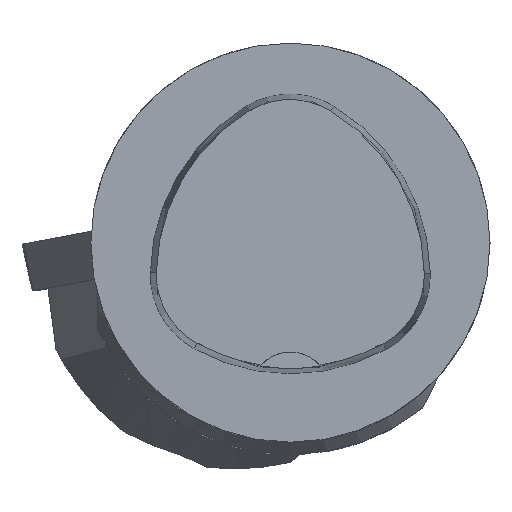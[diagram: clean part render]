
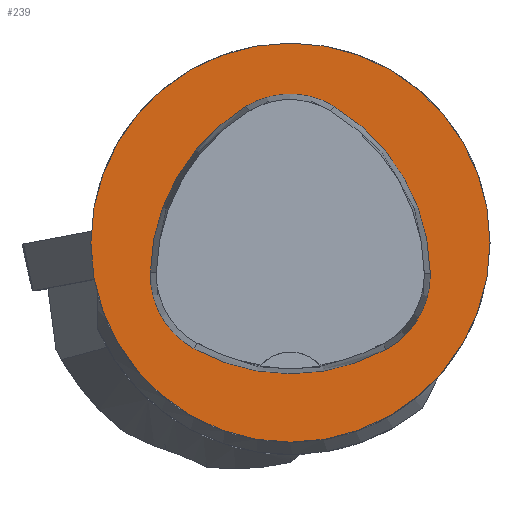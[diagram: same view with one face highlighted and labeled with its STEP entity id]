
A CAD part, top view. The second image highlights one B-rep face of the part: STEP entity #239.
In plain terms, the highlighted planar face has unit normal (0, 0, 1).
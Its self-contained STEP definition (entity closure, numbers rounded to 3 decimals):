
#239=ADVANCED_FACE('',(#443,#444),#284,.T.);
#284=PLANE('',#1305);
#443=FACE_BOUND('',#501,.T.);
#444=FACE_BOUND('',#502,.T.);
#501=EDGE_LOOP('',(#709,#710,#711,#712,#713,#714));
#502=EDGE_LOOP('',(#715));
#709=ORIENTED_EDGE('',*,*,#1049,.T.);
#710=ORIENTED_EDGE('',*,*,#1029,.T.);
#711=ORIENTED_EDGE('',*,*,#1033,.T.);
#712=ORIENTED_EDGE('',*,*,#1036,.T.);
#713=ORIENTED_EDGE('',*,*,#1039,.T.);
#714=ORIENTED_EDGE('',*,*,#1047,.T.);
#715=ORIENTED_EDGE('',*,*,#1052,.F.);
#906=VERTEX_POINT('',#2062);
#907=VERTEX_POINT('',#2063);
#910=VERTEX_POINT('',#2071);
#912=VERTEX_POINT('',#2077);
#914=VERTEX_POINT('',#2083);
#921=VERTEX_POINT('',#2104);
#922=VERTEX_POINT('',#2114);
#1029=EDGE_CURVE('',#906,#907,#1115,.T.);
#1033=EDGE_CURVE('',#907,#910,#1117,.T.);
#1036=EDGE_CURVE('',#910,#912,#1119,.T.);
#1039=EDGE_CURVE('',#912,#914,#1121,.T.);
#1047=EDGE_CURVE('',#914,#921,#1125,.T.);
#1049=EDGE_CURVE('',#921,#906,#1127,.T.);
#1052=EDGE_CURVE('',#922,#922,#1130,.T.);
#1115=CIRCLE('',#1282,20.);
#1117=CIRCLE('',#1285,8.5);
#1119=CIRCLE('',#1288,20.);
#1121=CIRCLE('',#1291,8.5);
#1125=CIRCLE('',#1296,20.);
#1127=CIRCLE('',#1299,8.5);
#1130=CIRCLE('',#1304,20.);
#1282=AXIS2_PLACEMENT_3D('',#2061,#1532,#1533);
#1285=AXIS2_PLACEMENT_3D('',#2070,#1540,#1541);
#1288=AXIS2_PLACEMENT_3D('',#2076,#1547,#1548);
#1291=AXIS2_PLACEMENT_3D('',#2082,#1554,#1555);
#1296=AXIS2_PLACEMENT_3D('',#2105,#1566,#1567);
#1299=AXIS2_PLACEMENT_3D('',#2108,#1572,#1573);
#1304=AXIS2_PLACEMENT_3D('',#2113,#1582,#1583);
#1305=AXIS2_PLACEMENT_3D('',#2115,#1584,#1585);
#1532=DIRECTION('',(0.,0.,-1.));
#1533=DIRECTION('',(-1.,0.,0.));
#1540=DIRECTION('',(0.,0.,-1.));
#1541=DIRECTION('',(-1.,0.,0.));
#1547=DIRECTION('',(0.,0.,-1.));
#1548=DIRECTION('',(-1.,0.,0.));
#1554=DIRECTION('',(0.,0.,-1.));
#1555=DIRECTION('',(-1.,0.,0.));
#1566=DIRECTION('',(0.,0.,-1.));
#1567=DIRECTION('',(-1.,0.,0.));
#1572=DIRECTION('',(0.,0.,-1.));
#1573=DIRECTION('',(-1.,0.,0.));
#1582=DIRECTION('',(0.,0.,-1.));
#1583=DIRECTION('',(-1.,0.,0.));
#1584=DIRECTION('',(0.,0.,1.));
#1585=DIRECTION('',(1.,0.,0.));
#2061=CARTESIAN_POINT('',(5.955,-3.414,0.));
#2062=CARTESIAN_POINT('',(-14.041,-3.042,0.));
#2063=CARTESIAN_POINT('',(-4.472,13.653,0.));
#2070=CARTESIAN_POINT('',(-0.04,6.4,0.));
#2071=CARTESIAN_POINT('',(4.347,13.68,0.));
#2076=CARTESIAN_POINT('',(-5.976,-3.45,0.));
#2077=CARTESIAN_POINT('',(14.021,-3.075,0.));
#2082=CARTESIAN_POINT('',(5.522,-3.235,0.));
#2083=CARTESIAN_POINT('',(9.588,-10.699,0.));
#2104=CARTESIAN_POINT('',(-9.655,-10.639,0.));
#2105=CARTESIAN_POINT('',(0.022,6.864,0.));
#2108=CARTESIAN_POINT('',(-5.543,-3.2,0.));
#2113=CARTESIAN_POINT('',(0.,0.,0.));
#2114=CARTESIAN_POINT('',(-20.,0.,0.));
#2115=CARTESIAN_POINT('',(0.,0.,0.));
